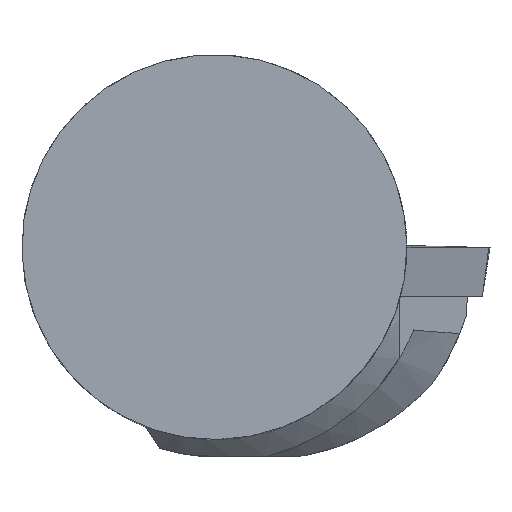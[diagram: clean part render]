
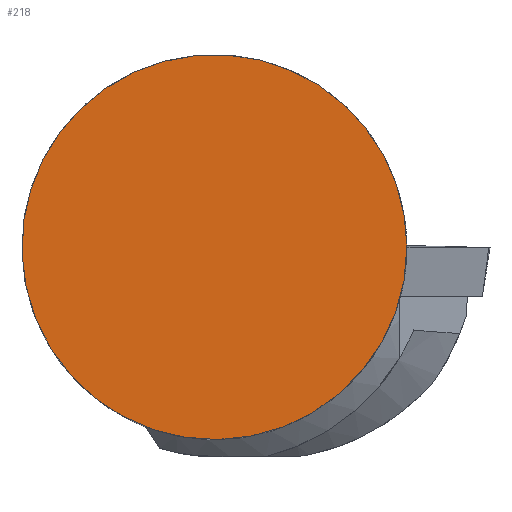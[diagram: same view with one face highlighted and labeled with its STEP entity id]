
A CAD part, top view. The second image highlights one B-rep face of the part: STEP entity #218.
In plain terms, the highlighted planar face has unit normal (0, 0, 1).
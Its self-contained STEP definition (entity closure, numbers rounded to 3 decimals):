
#145=CIRCLE('',#909,12.5);
#218=ADVANCED_FACE('',(#280),#251,.T.);
#251=PLANE('',#924);
#280=FACE_OUTER_BOUND('',#313,.T.);
#313=EDGE_LOOP('',(#540));
#540=ORIENTED_EDGE('',*,*,#739,.F.);
#663=VERTEX_POINT('',#1355);
#739=EDGE_CURVE('',#663,#663,#145,.T.);
#909=AXIS2_PLACEMENT_3D('',#1354,#1042,#1043);
#924=AXIS2_PLACEMENT_3D('',#1500,#1081,#1082);
#1042=DIRECTION('',(0.,0.,-1.));
#1043=DIRECTION('',(1.,0.,0.));
#1081=DIRECTION('',(0.,0.,1.));
#1082=DIRECTION('',(1.,0.,0.));
#1354=CARTESIAN_POINT('',(0.,0.,0.));
#1355=CARTESIAN_POINT('',(12.5,0.,0.));
#1500=CARTESIAN_POINT('',(0.,0.,0.));
